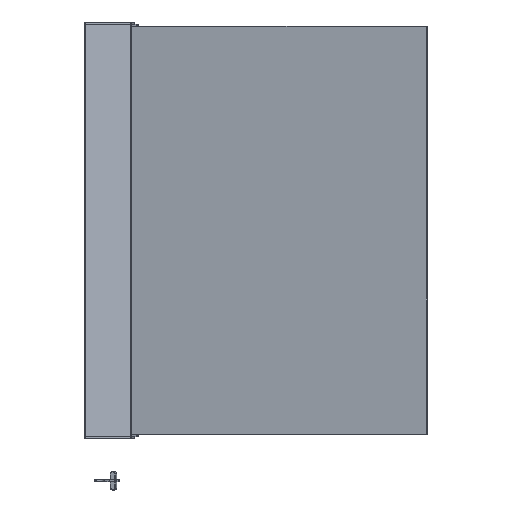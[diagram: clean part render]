
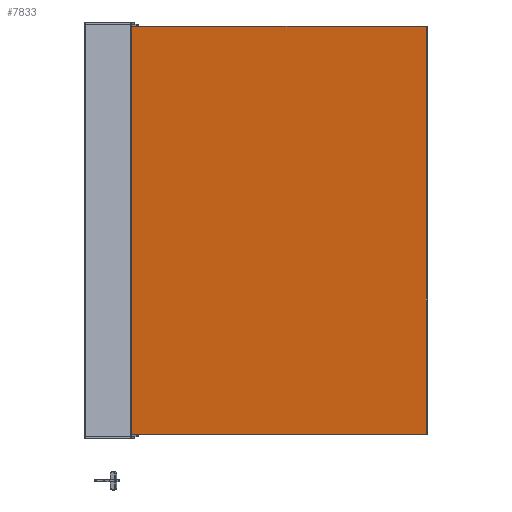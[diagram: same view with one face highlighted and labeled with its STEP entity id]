
A CAD part, front view. The second image highlights one B-rep face of the part: STEP entity #7833.
In plain terms, the highlighted face is planar.
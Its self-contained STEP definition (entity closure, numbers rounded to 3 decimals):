
#105 = DIRECTION ( 'NONE',  ( 0., 0., -1. ) ) ;
#169 = ORIENTED_EDGE ( 'NONE', *, *, #3188, .F. ) ;
#324 = VERTEX_POINT ( 'NONE', #10439 ) ;
#538 = VECTOR ( 'NONE', #16264, 1000. ) ;
#613 = CIRCLE ( 'NONE', #14249, 10. ) ;
#675 = CARTESIAN_POINT ( 'NONE',  ( 9.52, -354., 480. ) ) ;
#921 = ORIENTED_EDGE ( 'NONE', *, *, #21511, .F. ) ;
#1112 = CARTESIAN_POINT ( 'NONE',  ( 9.52, -374., 480. ) ) ;
#1397 = VECTOR ( 'NONE', #7240, 1000. ) ;
#1616 = CIRCLE ( 'NONE', #4730, 10. ) ;
#1670 = LINE ( 'NONE', #24009, #1397 ) ;
#1876 = CARTESIAN_POINT ( 'NONE',  ( 9.52, -374., -494.5 ) ) ;
#2137 = CARTESIAN_POINT ( 'NONE',  ( 9.52, -400., -494.5 ) ) ;
#2435 = CARTESIAN_POINT ( 'NONE',  ( 9.52, -354., -495. ) ) ;
#3188 = EDGE_CURVE ( 'NONE', #15659, #15113, #8146, .T. ) ;
#3723 = CARTESIAN_POINT ( 'NONE',  ( 9.52, -374., -480. ) ) ;
#3977 = ORIENTED_EDGE ( 'NONE', *, *, #7628, .T. ) ;
#4210 = CARTESIAN_POINT ( 'NONE',  ( 9.52, -400., 495. ) ) ;
#4350 = CARTESIAN_POINT ( 'NONE',  ( 9.52, -354., 494.5 ) ) ;
#4730 = AXIS2_PLACEMENT_3D ( 'NONE', #18170, #23436, #10597 ) ;
#5075 = CARTESIAN_POINT ( 'NONE',  ( 9.52, 399.5, -494.5 ) ) ;
#6298 = VERTEX_POINT ( 'NONE', #5075 ) ;
#6594 = VERTEX_POINT ( 'NONE', #15034 ) ;
#6595 = VECTOR ( 'NONE', #18731, 1000. ) ;
#6653 = VERTEX_POINT ( 'NONE', #19432 ) ;
#7196 = VERTEX_POINT ( 'NONE', #24033 ) ;
#7236 = DIRECTION ( 'NONE',  ( 0., 0., 1. ) ) ;
#7240 = DIRECTION ( 'NONE',  ( 0., 0., 1. ) ) ;
#7490 = LINE ( 'NONE', #15328, #6595 ) ;
#7538 = EDGE_CURVE ( 'NONE', #19115, #15659, #613, .T. ) ;
#7628 = EDGE_CURVE ( 'NONE', #8102, #10849, #9205, .T. ) ;
#7692 = EDGE_LOOP ( 'NONE', ( #3977, #12595, #21313, #10466, #13530, #14716, #169, #8178, #16533, #921, #16127, #8130, #8901 ) ) ;
#7721 = PLANE ( 'NONE',  #16762 ) ;
#7833 = ADVANCED_FACE ( 'NONE', ( #21043 ), #7721, .F. ) ;
#8102 = VERTEX_POINT ( 'NONE', #1876 ) ;
#8112 = EDGE_CURVE ( 'NONE', #7196, #6298, #11971, .T. ) ;
#8130 = ORIENTED_EDGE ( 'NONE', *, *, #11593, .T. ) ;
#8146 = LINE ( 'NONE', #23316, #12694 ) ;
#8178 = ORIENTED_EDGE ( 'NONE', *, *, #7538, .F. ) ;
#8211 = EDGE_CURVE ( 'NONE', #10849, #6653, #1616, .T. ) ;
#8382 = DIRECTION ( 'NONE',  ( 0., 0., 1. ) ) ;
#8598 = DIRECTION ( 'NONE',  ( 1., 0., 0. ) ) ;
#8638 = DIRECTION ( 'NONE',  ( 0., 0., -1. ) ) ;
#8807 = EDGE_CURVE ( 'NONE', #6298, #14518, #1670, .T. ) ;
#8901 = ORIENTED_EDGE ( 'NONE', *, *, #15601, .T. ) ;
#9205 = LINE ( 'NONE', #3723, #21266 ) ;
#9557 = DIRECTION ( 'NONE',  ( 0., 1., 0. ) ) ;
#10160 = EDGE_CURVE ( 'NONE', #6594, #324, #20415, .T. ) ;
#10439 = CARTESIAN_POINT ( 'NONE',  ( 9.52, -399.5, 494.5 ) ) ;
#10466 = ORIENTED_EDGE ( 'NONE', *, *, #8112, .T. ) ;
#10562 = CARTESIAN_POINT ( 'NONE',  ( 9.52, -364., 480. ) ) ;
#10597 = DIRECTION ( 'NONE',  ( 0., 0., -1. ) ) ;
#10642 = CARTESIAN_POINT ( 'NONE',  ( 9.52, -400., 494.5 ) ) ;
#10694 = CARTESIAN_POINT ( 'NONE',  ( 9.52, -374., 480. ) ) ;
#10849 = VERTEX_POINT ( 'NONE', #11853 ) ;
#11240 = EDGE_CURVE ( 'NONE', #6653, #7196, #22700, .T. ) ;
#11263 = CARTESIAN_POINT ( 'NONE',  ( 9.52, -400., -494.5 ) ) ;
#11538 = DIRECTION ( 'NONE',  ( -1., 0., 0. ) ) ;
#11593 = EDGE_CURVE ( 'NONE', #324, #16900, #7490, .T. ) ;
#11853 = CARTESIAN_POINT ( 'NONE',  ( 9.52, -374., -480. ) ) ;
#11971 = LINE ( 'NONE', #11263, #18723 ) ;
#12595 = ORIENTED_EDGE ( 'NONE', *, *, #8211, .T. ) ;
#12694 = VECTOR ( 'NONE', #8382, 1000. ) ;
#13473 = CARTESIAN_POINT ( 'NONE',  ( 9.52, -364., 470. ) ) ;
#13530 = ORIENTED_EDGE ( 'NONE', *, *, #8807, .T. ) ;
#14038 = LINE ( 'NONE', #1112, #19305 ) ;
#14249 = AXIS2_PLACEMENT_3D ( 'NONE', #10562, #8598, #18011 ) ;
#14495 = DIRECTION ( 'NONE',  ( 1., 0., 0. ) ) ;
#14518 = VERTEX_POINT ( 'NONE', #15640 ) ;
#14565 = CARTESIAN_POINT ( 'NONE',  ( 9.52, -399.5, -494.5 ) ) ;
#14716 = ORIENTED_EDGE ( 'NONE', *, *, #20462, .T. ) ;
#14957 = DIRECTION ( 'NONE',  ( 0., 0., 1. ) ) ;
#14961 = VECTOR ( 'NONE', #24104, 1000. ) ;
#15034 = CARTESIAN_POINT ( 'NONE',  ( 9.52, -374., 494.5 ) ) ;
#15113 = VERTEX_POINT ( 'NONE', #4350 ) ;
#15193 = DIRECTION ( 'NONE',  ( 0., 0., 1. ) ) ;
#15328 = CARTESIAN_POINT ( 'NONE',  ( 9.52, -399.5, 495. ) ) ;
#15601 = EDGE_CURVE ( 'NONE', #16900, #8102, #20913, .T. ) ;
#15640 = CARTESIAN_POINT ( 'NONE',  ( 9.52, 399.5, 494.5 ) ) ;
#15659 = VERTEX_POINT ( 'NONE', #675 ) ;
#16127 = ORIENTED_EDGE ( 'NONE', *, *, #10160, .T. ) ;
#16264 = DIRECTION ( 'NONE',  ( 0., -1., 0. ) ) ;
#16488 = LINE ( 'NONE', #10642, #538 ) ;
#16533 = ORIENTED_EDGE ( 'NONE', *, *, #24063, .F. ) ;
#16762 = AXIS2_PLACEMENT_3D ( 'NONE', #4210, #11538, #15193 ) ;
#16900 = VERTEX_POINT ( 'NONE', #14565 ) ;
#17667 = VECTOR ( 'NONE', #9557, 1000. ) ;
#18011 = DIRECTION ( 'NONE',  ( 0., 0., 1. ) ) ;
#18170 = CARTESIAN_POINT ( 'NONE',  ( 9.52, -364., -480. ) ) ;
#18460 = CARTESIAN_POINT ( 'NONE',  ( 9.52, -400., 494.5 ) ) ;
#18723 = VECTOR ( 'NONE', #23203, 1000. ) ;
#18731 = DIRECTION ( 'NONE',  ( 0., 0., -1. ) ) ;
#19070 = VECTOR ( 'NONE', #105, 1000. ) ;
#19115 = VERTEX_POINT ( 'NONE', #13473 ) ;
#19305 = VECTOR ( 'NONE', #8638, 1000. ) ;
#19432 = CARTESIAN_POINT ( 'NONE',  ( 9.52, -354., -480. ) ) ;
#20415 = LINE ( 'NONE', #18460, #14961 ) ;
#20462 = EDGE_CURVE ( 'NONE', #14518, #15113, #16488, .T. ) ;
#20913 = LINE ( 'NONE', #2137, #17667 ) ;
#20971 = CIRCLE ( 'NONE', #24103, 10. ) ;
#21043 = FACE_OUTER_BOUND ( 'NONE', #7692, .T. ) ;
#21266 = VECTOR ( 'NONE', #7236, 1000. ) ;
#21313 = ORIENTED_EDGE ( 'NONE', *, *, #11240, .T. ) ;
#21511 = EDGE_CURVE ( 'NONE', #6594, #21852, #14038, .T. ) ;
#21852 = VERTEX_POINT ( 'NONE', #10694 ) ;
#22700 = LINE ( 'NONE', #2435, #19070 ) ;
#23203 = DIRECTION ( 'NONE',  ( 0., 1., 0. ) ) ;
#23316 = CARTESIAN_POINT ( 'NONE',  ( 9.52, -354., 495. ) ) ;
#23436 = DIRECTION ( 'NONE',  ( -1., 0., 0. ) ) ;
#24009 = CARTESIAN_POINT ( 'NONE',  ( 9.52, 399.5, 495. ) ) ;
#24033 = CARTESIAN_POINT ( 'NONE',  ( 9.52, -354., -494.5 ) ) ;
#24063 = EDGE_CURVE ( 'NONE', #21852, #19115, #20971, .T. ) ;
#24103 = AXIS2_PLACEMENT_3D ( 'NONE', #24137, #14495, #14957 ) ;
#24104 = DIRECTION ( 'NONE',  ( 0., -1., 0. ) ) ;
#24137 = CARTESIAN_POINT ( 'NONE',  ( 9.52, -364., 480. ) ) ;
